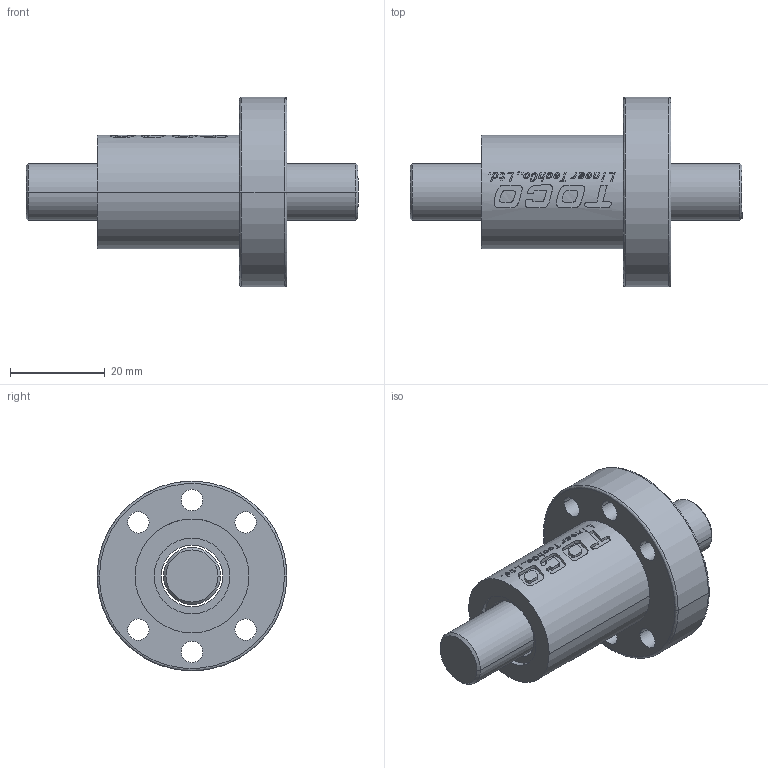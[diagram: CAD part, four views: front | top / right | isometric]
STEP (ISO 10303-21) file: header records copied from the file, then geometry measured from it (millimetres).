
FILE_DESCRIPTION (( 'STEP AP203' ), '1' );
FILE_NAME ('SFU01204.STEP', '2019-04-04T07:18:28', ( '' ), ( '' ), 'SwSTEP 2.0', 'SolidWorks 2015', '' );
FILE_SCHEMA (( 'CONFIG_CONTROL_DESIGN' ));
Length unit declared in the file: millimetre
Products named in the file (1): SFU01204
Bounding box: 70 x 40 x 40 mm (x, y, z)
Volume: 26964.7 mm3; surface area: 11046.8 mm2
Topology: 2 solids, 2 shells, 571 faces, 1594 edges, 1060 vertices
Faces by surface type: plane 515, cylinder 31, bspline 21, cone 4
Entity records: 19614 total; most frequent: CARTESIAN_POINT 6117, ORIENTED_EDGE 3188, DIRECTION 2315, EDGE_CURVE 1594, LINE 1083, VECTOR 1083, VERTEX_POINT 1060, EDGE_LOOP 618
